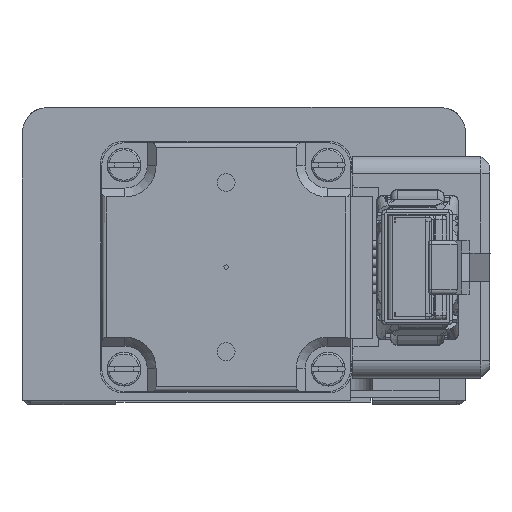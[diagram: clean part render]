
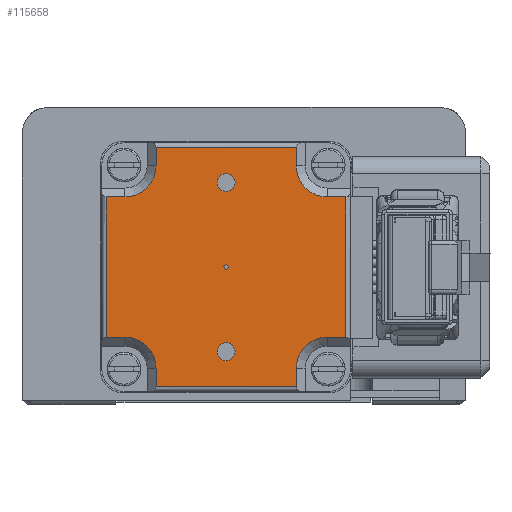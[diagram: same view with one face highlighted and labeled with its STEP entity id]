
A CAD part, front view. The second image highlights one B-rep face of the part: STEP entity #115658.
In plain terms, the highlighted face is planar.
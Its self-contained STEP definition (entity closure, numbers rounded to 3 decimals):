
#5038=PLANE('',#154944);
#17651=LINE('',#246981,#30328);
#17652=LINE('',#246983,#30329);
#17656=LINE('',#246991,#30333);
#17657=LINE('',#246995,#30334);
#17658=LINE('',#246997,#30335);
#17659=LINE('',#246999,#30336);
#17660=LINE('',#247003,#30337);
#17661=LINE('',#247005,#30338);
#17662=LINE('',#247007,#30339);
#17663=LINE('',#247011,#30340);
#17664=LINE('',#247013,#30341);
#17665=LINE('',#247015,#30342);
#30328=VECTOR('',#184097,1000.);
#30329=VECTOR('',#184100,1000.);
#30333=VECTOR('',#184106,1000.);
#30334=VECTOR('',#184109,1000.);
#30335=VECTOR('',#184110,1000.);
#30336=VECTOR('',#184111,1000.);
#30337=VECTOR('',#184114,1000.);
#30338=VECTOR('',#184115,1000.);
#30339=VECTOR('',#184116,1000.);
#30340=VECTOR('',#184119,1000.);
#30341=VECTOR('',#184120,1000.);
#30342=VECTOR('',#184121,1000.);
#64472=ORIENTED_EDGE('',*,*,#81177,.T.);
#64473=ORIENTED_EDGE('',*,*,#81176,.T.);
#64474=ORIENTED_EDGE('',*,*,#81175,.T.);
#64475=ORIENTED_EDGE('',*,*,#81181,.F.);
#64476=ORIENTED_EDGE('',*,*,#81186,.F.);
#64477=ORIENTED_EDGE('',*,*,#81187,.F.);
#64478=ORIENTED_EDGE('',*,*,#81188,.F.);
#64479=ORIENTED_EDGE('',*,*,#81189,.F.);
#64480=ORIENTED_EDGE('',*,*,#81190,.F.);
#64481=ORIENTED_EDGE('',*,*,#81191,.F.);
#64482=ORIENTED_EDGE('',*,*,#81192,.F.);
#64483=ORIENTED_EDGE('',*,*,#81193,.F.);
#64484=ORIENTED_EDGE('',*,*,#81194,.F.);
#64485=ORIENTED_EDGE('',*,*,#81195,.F.);
#64486=ORIENTED_EDGE('',*,*,#81196,.F.);
#64487=ORIENTED_EDGE('',*,*,#81197,.F.);
#64488=ORIENTED_EDGE('',*,*,#81198,.F.);
#64489=ORIENTED_EDGE('',*,*,#81199,.F.);
#64490=ORIENTED_EDGE('',*,*,#81182,.F.);
#81175=EDGE_CURVE('',#92260,#92260,#94830,.T.);
#81176=EDGE_CURVE('',#92261,#92261,#94831,.T.);
#81177=EDGE_CURVE('',#92262,#92262,#94832,.T.);
#81181=EDGE_CURVE('',#92266,#92263,#17651,.T.);
#81182=EDGE_CURVE('',#92263,#92267,#17652,.T.);
#81186=EDGE_CURVE('',#92270,#92266,#17656,.T.);
#81187=EDGE_CURVE('',#92271,#92270,#94833,.T.);
#81188=EDGE_CURVE('',#92272,#92271,#17657,.T.);
#81189=EDGE_CURVE('',#92273,#92272,#17658,.T.);
#81190=EDGE_CURVE('',#92274,#92273,#17659,.T.);
#81191=EDGE_CURVE('',#92275,#92274,#94834,.T.);
#81192=EDGE_CURVE('',#92276,#92275,#17660,.T.);
#81193=EDGE_CURVE('',#92277,#92276,#17661,.T.);
#81194=EDGE_CURVE('',#92278,#92277,#17662,.T.);
#81195=EDGE_CURVE('',#92279,#92278,#94835,.T.);
#81196=EDGE_CURVE('',#92280,#92279,#17663,.T.);
#81197=EDGE_CURVE('',#92281,#92280,#17664,.T.);
#81198=EDGE_CURVE('',#92282,#92281,#17665,.T.);
#81199=EDGE_CURVE('',#92267,#92282,#94836,.T.);
#92260=VERTEX_POINT('',#246966);
#92261=VERTEX_POINT('',#246969);
#92262=VERTEX_POINT('',#246972);
#92263=VERTEX_POINT('',#246975);
#92266=VERTEX_POINT('',#246980);
#92267=VERTEX_POINT('',#246984);
#92270=VERTEX_POINT('',#246992);
#92271=VERTEX_POINT('',#246994);
#92272=VERTEX_POINT('',#246996);
#92273=VERTEX_POINT('',#246998);
#92274=VERTEX_POINT('',#247000);
#92275=VERTEX_POINT('',#247002);
#92276=VERTEX_POINT('',#247004);
#92277=VERTEX_POINT('',#247006);
#92278=VERTEX_POINT('',#247008);
#92279=VERTEX_POINT('',#247010);
#92280=VERTEX_POINT('',#247012);
#92281=VERTEX_POINT('',#247014);
#92282=VERTEX_POINT('',#247016);
#94830=CIRCLE('',#154935,1.007);
#94831=CIRCLE('',#154937,1.007);
#94832=CIRCLE('',#154939,0.25);
#94833=CIRCLE('',#154945,3.5);
#94834=CIRCLE('',#154946,3.5);
#94835=CIRCLE('',#154947,3.5);
#94836=CIRCLE('',#154948,3.5);
#101597=EDGE_LOOP('',(#64472));
#101598=EDGE_LOOP('',(#64473));
#101599=EDGE_LOOP('',(#64474));
#101600=EDGE_LOOP('',(#64475,#64476,#64477,#64478,#64479,#64480,#64481,
#64482,#64483,#64484,#64485,#64486,#64487,#64488,#64489,#64490));
#108411=FACE_BOUND('',#101597,.T.);
#108412=FACE_BOUND('',#101598,.T.);
#108413=FACE_BOUND('',#101599,.T.);
#108414=FACE_BOUND('',#101600,.T.);
#115658=ADVANCED_FACE('',(#108411,#108412,#108413,#108414),#5038,.T.);
#154935=AXIS2_PLACEMENT_3D('',#246965,#184080,#184081);
#154937=AXIS2_PLACEMENT_3D('',#246968,#184084,#184085);
#154939=AXIS2_PLACEMENT_3D('',#246971,#184088,#184089);
#154944=AXIS2_PLACEMENT_3D('',#246990,#184104,#184105);
#154945=AXIS2_PLACEMENT_3D('',#246993,#184107,#184108);
#154946=AXIS2_PLACEMENT_3D('',#247001,#184112,#184113);
#154947=AXIS2_PLACEMENT_3D('',#247009,#184117,#184118);
#154948=AXIS2_PLACEMENT_3D('',#247017,#184122,#184123);
#184080=DIRECTION('',(0.,0.,1.));
#184081=DIRECTION('',(1.,0.,0.));
#184084=DIRECTION('',(0.,0.,1.));
#184085=DIRECTION('',(1.,0.,0.));
#184088=DIRECTION('',(0.,0.,1.));
#184089=DIRECTION('',(-1.,0.,0.));
#184097=DIRECTION('',(-1.,0.,0.));
#184100=DIRECTION('',(0.,-1.,0.));
#184104=DIRECTION('',(0.,0.,-1.));
#184105=DIRECTION('',(1.,0.,0.));
#184106=DIRECTION('',(0.,1.,0.));
#184107=DIRECTION('',(0.,0.,-1.));
#184108=DIRECTION('',(-1.,0.,0.));
#184109=DIRECTION('',(-1.,0.,0.));
#184110=DIRECTION('',(0.,1.,0.));
#184111=DIRECTION('',(1.,0.,0.));
#184112=DIRECTION('',(0.,0.,-1.));
#184113=DIRECTION('',(-1.,0.,0.));
#184114=DIRECTION('',(0.,1.,0.));
#184115=DIRECTION('',(1.,0.,0.));
#184116=DIRECTION('',(0.,-1.,0.));
#184117=DIRECTION('',(0.,0.,-1.));
#184118=DIRECTION('',(1.,0.,0.));
#184119=DIRECTION('',(1.,0.,0.));
#184120=DIRECTION('',(0.,-1.,0.));
#184121=DIRECTION('',(-1.,0.,0.));
#184122=DIRECTION('',(0.,0.,-1.));
#184123=DIRECTION('',(1.,0.,0.));
#246965=CARTESIAN_POINT('',(-9.525,0.,-26.));
#246966=CARTESIAN_POINT('',(-8.519,0.,-26.));
#246968=CARTESIAN_POINT('',(9.525,0.,-26.));
#246969=CARTESIAN_POINT('',(10.532,0.,-26.));
#246971=CARTESIAN_POINT('',(0.,0.,-26.));
#246972=CARTESIAN_POINT('',(-0.25,0.,-26.));
#246975=CARTESIAN_POINT('',(-7.9,13.5,-26.));
#246980=CARTESIAN_POINT('',(7.9,13.5,-26.));
#246981=CARTESIAN_POINT('',(7.9,13.5,-26.));
#246983=CARTESIAN_POINT('',(-7.9,13.5,-26.));
#246984=CARTESIAN_POINT('',(-7.9,11.4,-26.));
#246990=CARTESIAN_POINT('',(0.,0.,-26.));
#246991=CARTESIAN_POINT('',(7.9,11.4,-26.));
#246992=CARTESIAN_POINT('',(7.9,11.4,-26.));
#246993=CARTESIAN_POINT('',(11.4,11.4,-26.));
#246994=CARTESIAN_POINT('',(11.4,7.9,-26.));
#246995=CARTESIAN_POINT('',(13.5,7.9,-26.));
#246996=CARTESIAN_POINT('',(13.5,7.9,-26.));
#246997=CARTESIAN_POINT('',(13.5,-7.9,-26.));
#246998=CARTESIAN_POINT('',(13.5,-7.9,-26.));
#246999=CARTESIAN_POINT('',(11.4,-7.9,-26.));
#247000=CARTESIAN_POINT('',(11.4,-7.9,-26.));
#247001=CARTESIAN_POINT('',(11.4,-11.4,-26.));
#247002=CARTESIAN_POINT('',(7.9,-11.4,-26.));
#247003=CARTESIAN_POINT('',(7.9,-13.5,-26.));
#247004=CARTESIAN_POINT('',(7.9,-13.5,-26.));
#247005=CARTESIAN_POINT('',(-7.9,-13.5,-26.));
#247006=CARTESIAN_POINT('',(-7.9,-13.5,-26.));
#247007=CARTESIAN_POINT('',(-7.9,-11.4,-26.));
#247008=CARTESIAN_POINT('',(-7.9,-11.4,-26.));
#247009=CARTESIAN_POINT('',(-11.4,-11.4,-26.));
#247010=CARTESIAN_POINT('',(-11.4,-7.9,-26.));
#247011=CARTESIAN_POINT('',(-13.5,-7.9,-26.));
#247012=CARTESIAN_POINT('',(-13.5,-7.9,-26.));
#247013=CARTESIAN_POINT('',(-13.5,7.9,-26.));
#247014=CARTESIAN_POINT('',(-13.5,7.9,-26.));
#247015=CARTESIAN_POINT('',(-11.4,7.9,-26.));
#247016=CARTESIAN_POINT('',(-11.4,7.9,-26.));
#247017=CARTESIAN_POINT('',(-11.4,11.4,-26.));
